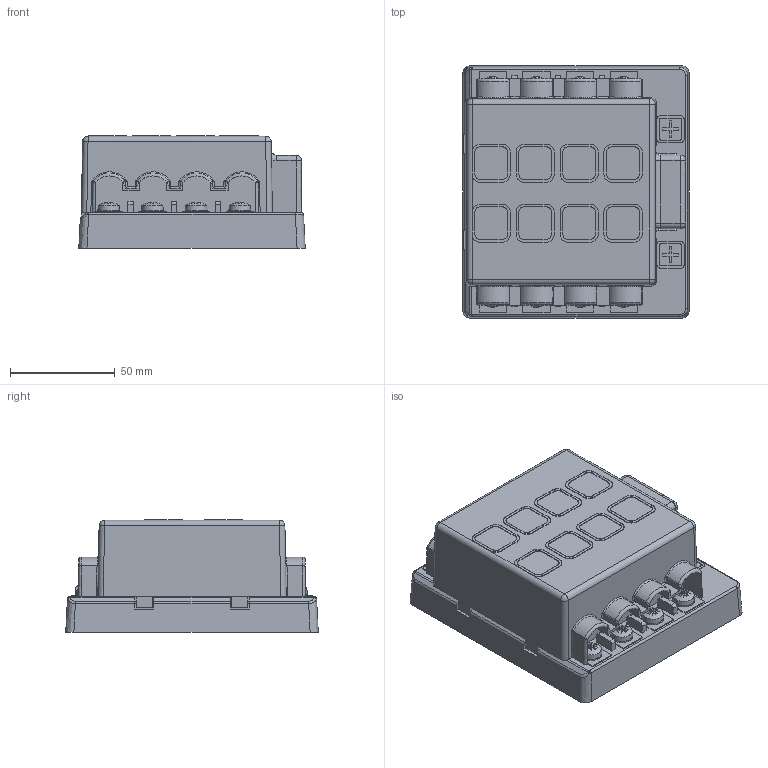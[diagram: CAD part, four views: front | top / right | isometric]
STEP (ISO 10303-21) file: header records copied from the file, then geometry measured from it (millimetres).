
FILE_DESCRIPTION(('FreeCAD Model'),'2;1');
FILE_NAME('Open CASCADE Shape Model','2025-05-03T10:16:42',('FreeCAD'),( 'FreeCAD'),'Open CASCADE STEP processor 7.6','FreeCAD','Unknown');
FILE_SCHEMA(('AUTOMOTIVE_DESIGN { 1 0 10303 214 1 1 1 1 }'));
Products named in the file (1): Open CASCADE STEP translator 7.6 1
Bounding box: 108.23 x 120.7 x 53.72 mm (x, y, z)
Volume: 261286.9 mm3; surface area: 124759.8 mm2
Topology: 29 solids, 29 shells, 1895 faces, 5080 edges, 3304 vertices
Faces by surface type: bspline 1895
Entity records: 58758 total; most frequent: CARTESIAN_POINT 28861, ORIENTED_EDGE 10112, EDGE_CURVE 5056, B_SPLINE_CURVE_WITH_KNOTS 4013, VERTEX_POINT 3307, FACE_BOUND 2043, EDGE_LOOP 2043, ADVANCED_FACE 1895
